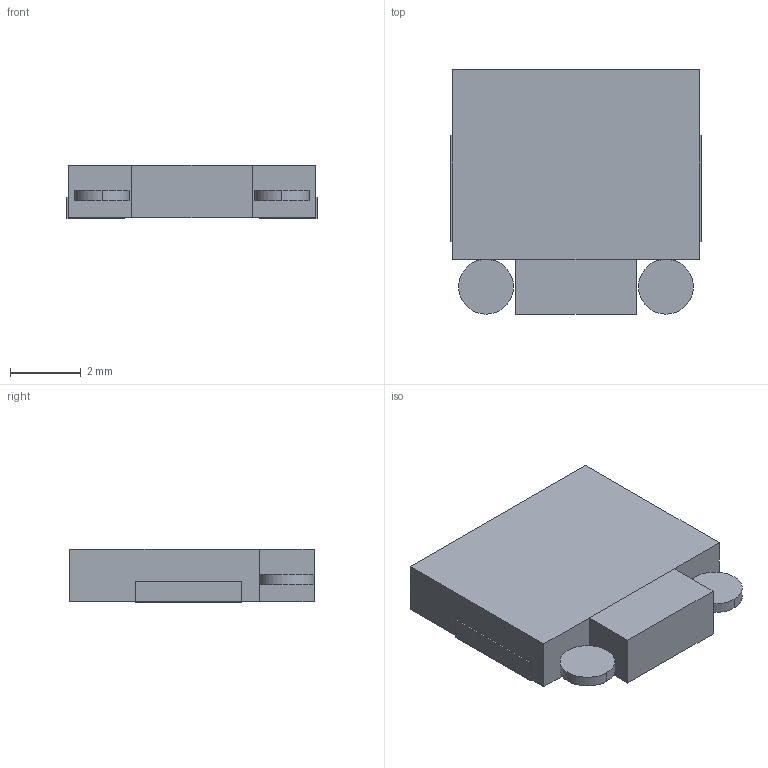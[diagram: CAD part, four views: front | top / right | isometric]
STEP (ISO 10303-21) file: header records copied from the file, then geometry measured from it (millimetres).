
FILE_DESCRIPTION(('FreeCAD Model'),'2;1');
FILE_NAME('12142586.2.3.stp','2022-01-20T13:03:04',( 'Author'),(''),'Open CASCADE STEP processor 6.9','FreeCAD','Unknown' );
FILE_SCHEMA(('AUTOMOTIVE_DESIGN { 1 0 10303 214 1 1 1 1 }'));
Length unit declared in the file: millimetre
Products named in the file (4): ASSEMBLY; solidBody; solidLead; solidBody1
Assembly tree (3 placements, depth 2):
  ASSEMBLY
    solidBody
    solidLead
    solidBody1
Bounding box: 7.1 x 6.9 x 1.5 mm (x, y, z)
Volume: 64.7 mm3; surface area: 164.3 mm2
Topology: 5 solids, 5 shells, 48 faces, 94 edges, 56 vertices
Faces by surface type: plane 44, cylinder 4
Entity records: 2511 total; most frequent: CARTESIAN_POINT 394, DIRECTION 390, LINE 262, VECTOR 262, ORIENTED_EDGE 188, PCURVE 188, DEFINITIONAL_REPRESENTATION 188, EDGE_CURVE 94
